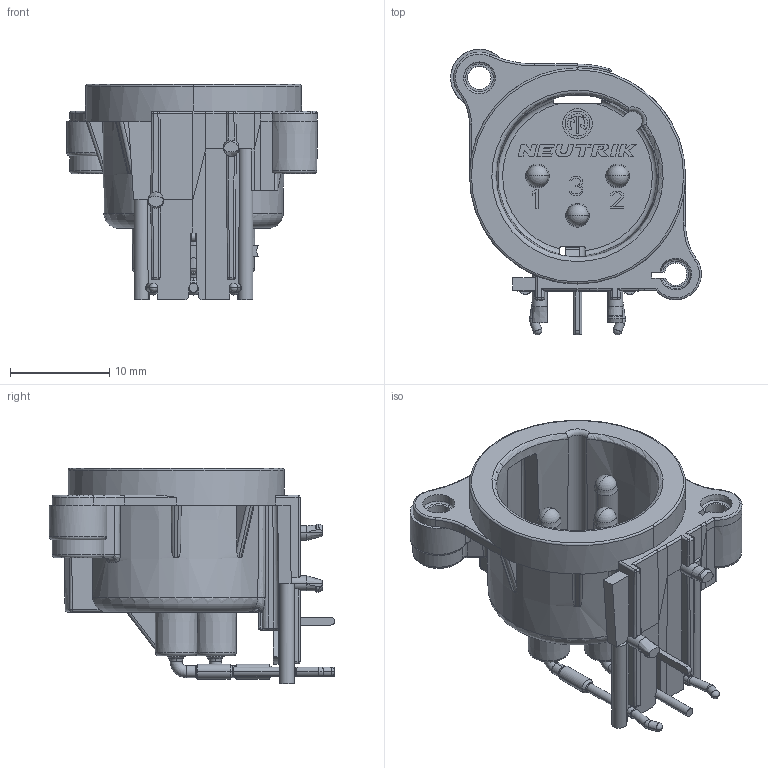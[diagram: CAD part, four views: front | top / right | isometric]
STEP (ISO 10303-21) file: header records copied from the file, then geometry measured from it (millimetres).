
FILE_DESCRIPTION((''),'2;1');
FILE_NAME('NC3MAAH_0','2023-08-31T11:42:56',('phk'),(''),'CREO PARAMETRIC BY PTC INC, 2021184','CREO PARAMETRIC BY PTC INC, 2021184','');
FILE_SCHEMA(('CONFIG_CONTROL_DESIGN'));
Length unit declared in the file: millimetre
Products named in the file (1): NC3MAAH_0
Bounding box: 25.3 x 28.8 x 21.7 mm (x, y, z)
Volume: 2429.8 mm3; surface area: 4445.2 mm2
Topology: 1 solids, 1 shells, 819 faces, 2161 edges, 1343 vertices
Faces by surface type: plane 400, cylinder 197, torus 87, cone 62, bspline 47, sphere 24, extrusion 2
Entity records: 27541 total; most frequent: CARTESIAN_POINT 7806, ORIENTED_EDGE 4298, DIRECTION 3895, EDGE_CURVE 2149, VERTEX_POINT 1343, AXIS2_PLACEMENT_3D 1339, VECTOR 1217, LINE 1215
